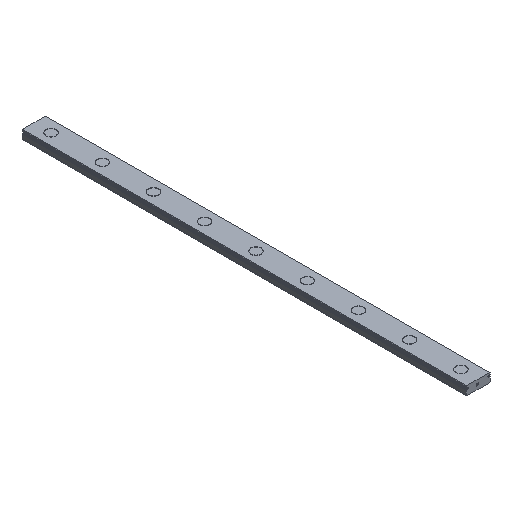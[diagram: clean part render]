
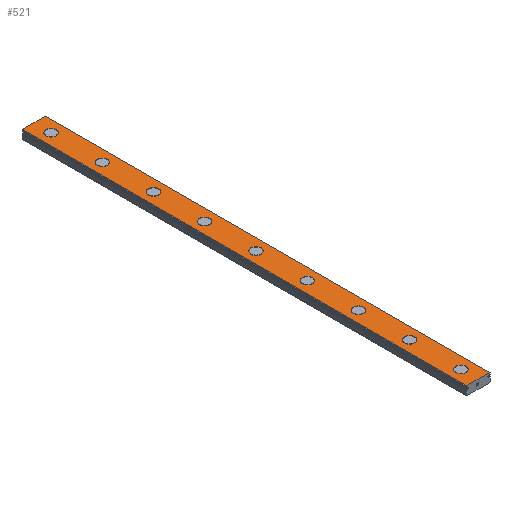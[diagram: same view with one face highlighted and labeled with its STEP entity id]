
A CAD part, isometric view. The second image highlights one B-rep face of the part: STEP entity #521.
In plain terms, the highlighted planar face has unit normal (0, 0, 1).
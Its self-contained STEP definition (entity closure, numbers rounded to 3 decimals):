
#521=ADVANCED_FACE('',(#1064,#1065,#1066,#1067,#1068,#1069,#1070,#1071,#1072,#1073),#1074,.T.);
#1064=FACE_BOUND('',#1631,.T.);
#1065=FACE_BOUND('',#1632,.T.);
#1066=FACE_BOUND('',#1633,.T.);
#1067=FACE_BOUND('',#1634,.T.);
#1068=FACE_BOUND('',#1635,.T.);
#1069=FACE_BOUND('',#1636,.T.);
#1070=FACE_BOUND('',#1637,.T.);
#1071=FACE_BOUND('',#1638,.T.);
#1072=FACE_BOUND('',#1639,.T.);
#1073=FACE_OUTER_BOUND('',#1640,.T.);
#1074=PLANE('',#1641);
#1631=EDGE_LOOP('',(#3097,#3098));
#1632=EDGE_LOOP('',(#3099,#3100));
#1633=EDGE_LOOP('',(#3101,#3102));
#1634=EDGE_LOOP('',(#3103,#3104));
#1635=EDGE_LOOP('',(#3105,#3106));
#1636=EDGE_LOOP('',(#3107,#3108));
#1637=EDGE_LOOP('',(#3109,#3110));
#1638=EDGE_LOOP('',(#3111,#3112));
#1639=EDGE_LOOP('',(#3113,#3114));
#1640=EDGE_LOOP('',(#3115,#3116,#3117,#3118));
#1641=AXIS2_PLACEMENT_3D('',#3119,#3120,#3121);
#3097=ORIENTED_EDGE('',*,*,#3358,.T.);
#3098=ORIENTED_EDGE('',*,*,#3759,.T.);
#3099=ORIENTED_EDGE('',*,*,#3348,.T.);
#3100=ORIENTED_EDGE('',*,*,#3765,.T.);
#3101=ORIENTED_EDGE('',*,*,#3338,.T.);
#3102=ORIENTED_EDGE('',*,*,#3771,.T.);
#3103=ORIENTED_EDGE('',*,*,#3328,.T.);
#3104=ORIENTED_EDGE('',*,*,#3777,.T.);
#3105=ORIENTED_EDGE('',*,*,#3318,.T.);
#3106=ORIENTED_EDGE('',*,*,#3783,.T.);
#3107=ORIENTED_EDGE('',*,*,#3308,.T.);
#3108=ORIENTED_EDGE('',*,*,#3789,.T.);
#3109=ORIENTED_EDGE('',*,*,#3298,.T.);
#3110=ORIENTED_EDGE('',*,*,#3795,.T.);
#3111=ORIENTED_EDGE('',*,*,#3288,.T.);
#3112=ORIENTED_EDGE('',*,*,#3801,.T.);
#3113=ORIENTED_EDGE('',*,*,#3278,.T.);
#3114=ORIENTED_EDGE('',*,*,#3807,.T.);
#3115=ORIENTED_EDGE('',*,*,#3746,.T.);
#3116=ORIENTED_EDGE('',*,*,#3837,.F.);
#3117=ORIENTED_EDGE('',*,*,#3628,.F.);
#3118=ORIENTED_EDGE('',*,*,#3835,.T.);
#3119=CARTESIAN_POINT('',(0.0,260.0,5.2));
#3120=DIRECTION('',(0.0,0.0,1.0));
#3121=DIRECTION('',(-1.0,0.0,-0.0));
#3278=EDGE_CURVE('',#3898,#3895,#3899,.T.);
#3288=EDGE_CURVE('',#3916,#3913,#3917,.T.);
#3298=EDGE_CURVE('',#3934,#3931,#3935,.T.);
#3308=EDGE_CURVE('',#3952,#3949,#3953,.T.);
#3318=EDGE_CURVE('',#3970,#3967,#3971,.T.);
#3328=EDGE_CURVE('',#3988,#3985,#3989,.T.);
#3338=EDGE_CURVE('',#4006,#4003,#4007,.T.);
#3348=EDGE_CURVE('',#4024,#4021,#4025,.T.);
#3358=EDGE_CURVE('',#4042,#4039,#4043,.T.);
#3628=EDGE_CURVE('',#4437,#4439,#4440,.T.);
#3746=EDGE_CURVE('',#4628,#4626,#4629,.T.);
#3759=EDGE_CURVE('',#4039,#4042,#4651,.T.);
#3765=EDGE_CURVE('',#4021,#4024,#4657,.T.);
#3771=EDGE_CURVE('',#4003,#4006,#4663,.T.);
#3777=EDGE_CURVE('',#3985,#3988,#4669,.T.);
#3783=EDGE_CURVE('',#3967,#3970,#4675,.T.);
#3789=EDGE_CURVE('',#3949,#3952,#4681,.T.);
#3795=EDGE_CURVE('',#3931,#3934,#4687,.T.);
#3801=EDGE_CURVE('',#3913,#3916,#4693,.T.);
#3807=EDGE_CURVE('',#3895,#3898,#4699,.T.);
#3835=EDGE_CURVE('',#4437,#4628,#4727,.T.);
#3837=EDGE_CURVE('',#4439,#4626,#4729,.T.);
#3895=VERTEX_POINT('',#4793);
#3898=VERTEX_POINT('',#4797);
#3899=CIRCLE('',#4798,3.0);
#3913=VERTEX_POINT('',#4815);
#3916=VERTEX_POINT('',#4819);
#3917=CIRCLE('',#4820,3.0);
#3931=VERTEX_POINT('',#4837);
#3934=VERTEX_POINT('',#4841);
#3935=CIRCLE('',#4842,3.0);
#3949=VERTEX_POINT('',#4859);
#3952=VERTEX_POINT('',#4863);
#3953=CIRCLE('',#4864,3.0);
#3967=VERTEX_POINT('',#4881);
#3970=VERTEX_POINT('',#4885);
#3971=CIRCLE('',#4886,3.0);
#3985=VERTEX_POINT('',#4903);
#3988=VERTEX_POINT('',#4907);
#3989=CIRCLE('',#4908,3.0);
#4003=VERTEX_POINT('',#4925);
#4006=VERTEX_POINT('',#4929);
#4007=CIRCLE('',#4930,3.0);
#4021=VERTEX_POINT('',#4947);
#4024=VERTEX_POINT('',#4951);
#4025=CIRCLE('',#4952,3.0);
#4039=VERTEX_POINT('',#4969);
#4042=VERTEX_POINT('',#4973);
#4043=CIRCLE('',#4974,3.0);
#4437=VERTEX_POINT('',#5506);
#4439=VERTEX_POINT('',#5509);
#4440=LINE('',#5510,#5511);
#4626=VERTEX_POINT('',#5775);
#4628=VERTEX_POINT('',#5778);
#4629=LINE('',#5779,#5780);
#4651=CIRCLE('',#5806,3.0);
#4657=CIRCLE('',#5812,3.0);
#4663=CIRCLE('',#5818,3.0);
#4669=CIRCLE('',#5824,3.0);
#4675=CIRCLE('',#5830,3.0);
#4681=CIRCLE('',#5836,3.0);
#4687=CIRCLE('',#5842,3.0);
#4693=CIRCLE('',#5848,3.0);
#4699=CIRCLE('',#5854,3.0);
#4727=LINE('',#5893,#5894);
#4729=LINE('',#5896,#5897);
#4793=CARTESIAN_POINT('',(3.0,10.0,5.2));
#4797=CARTESIAN_POINT('',(-3.0,10.0,5.2));
#4798=AXIS2_PLACEMENT_3D('',#5965,#5966,#5967);
#4815=CARTESIAN_POINT('',(3.0,40.0,5.2));
#4819=CARTESIAN_POINT('',(-3.0,40.0,5.2));
#4820=AXIS2_PLACEMENT_3D('',#5981,#5982,#5983);
#4837=CARTESIAN_POINT('',(3.0,70.0,5.2));
#4841=CARTESIAN_POINT('',(-3.0,70.0,5.2));
#4842=AXIS2_PLACEMENT_3D('',#5997,#5998,#5999);
#4859=CARTESIAN_POINT('',(3.0,100.0,5.2));
#4863=CARTESIAN_POINT('',(-3.0,100.0,5.2));
#4864=AXIS2_PLACEMENT_3D('',#6013,#6014,#6015);
#4881=CARTESIAN_POINT('',(3.0,130.0,5.2));
#4885=CARTESIAN_POINT('',(-3.0,130.0,5.2));
#4886=AXIS2_PLACEMENT_3D('',#6029,#6030,#6031);
#4903=CARTESIAN_POINT('',(3.0,160.0,5.2));
#4907=CARTESIAN_POINT('',(-3.0,160.0,5.2));
#4908=AXIS2_PLACEMENT_3D('',#6045,#6046,#6047);
#4925=CARTESIAN_POINT('',(3.0,190.0,5.2));
#4929=CARTESIAN_POINT('',(-3.0,190.0,5.2));
#4930=AXIS2_PLACEMENT_3D('',#6061,#6062,#6063);
#4947=CARTESIAN_POINT('',(3.0,220.0,5.2));
#4951=CARTESIAN_POINT('',(-3.0,220.0,5.2));
#4952=AXIS2_PLACEMENT_3D('',#6077,#6078,#6079);
#4969=CARTESIAN_POINT('',(3.0,250.0,5.2));
#4973=CARTESIAN_POINT('',(-3.0,250.0,5.2));
#4974=AXIS2_PLACEMENT_3D('',#6093,#6094,#6095);
#5506=CARTESIAN_POINT('',(-6.7,260.0,5.2));
#5509=CARTESIAN_POINT('',(6.7,260.0,5.2));
#5510=CARTESIAN_POINT('',(-6.7,260.0,5.2));
#5511=VECTOR('',#6394,1.0);
#5775=CARTESIAN_POINT('',(6.7,0.0,5.2));
#5778=CARTESIAN_POINT('',(-6.7,0.0,5.2));
#5779=CARTESIAN_POINT('',(-6.7,0.0,5.2));
#5780=VECTOR('',#6516,1.0);
#5806=AXIS2_PLACEMENT_3D('',#6542,#6543,#6544);
#5812=AXIS2_PLACEMENT_3D('',#6551,#6552,#6553);
#5818=AXIS2_PLACEMENT_3D('',#6560,#6561,#6562);
#5824=AXIS2_PLACEMENT_3D('',#6569,#6570,#6571);
#5830=AXIS2_PLACEMENT_3D('',#6578,#6579,#6580);
#5836=AXIS2_PLACEMENT_3D('',#6587,#6588,#6589);
#5842=AXIS2_PLACEMENT_3D('',#6596,#6597,#6598);
#5848=AXIS2_PLACEMENT_3D('',#6605,#6606,#6607);
#5854=AXIS2_PLACEMENT_3D('',#6614,#6615,#6616);
#5893=CARTESIAN_POINT('',(-6.7,260.0,5.2));
#5894=VECTOR('',#6634,1.0);
#5896=CARTESIAN_POINT('',(6.7,260.0,5.2));
#5897=VECTOR('',#6635,1.0);
#5965=CARTESIAN_POINT('',(0.0,10.0,5.2));
#5966=DIRECTION('',(0.0,0.0,-1.0));
#5967=DIRECTION('',(1.0,0.0,0.0));
#5981=CARTESIAN_POINT('',(0.0,40.0,5.2));
#5982=DIRECTION('',(0.0,0.0,-1.0));
#5983=DIRECTION('',(1.0,0.0,0.0));
#5997=CARTESIAN_POINT('',(0.0,70.0,5.2));
#5998=DIRECTION('',(0.0,0.0,-1.0));
#5999=DIRECTION('',(1.0,0.0,0.0));
#6013=CARTESIAN_POINT('',(0.0,100.0,5.2));
#6014=DIRECTION('',(0.0,0.0,-1.0));
#6015=DIRECTION('',(1.0,0.0,0.0));
#6029=CARTESIAN_POINT('',(0.0,130.0,5.2));
#6030=DIRECTION('',(0.0,0.0,-1.0));
#6031=DIRECTION('',(1.0,0.0,0.0));
#6045=CARTESIAN_POINT('',(0.0,160.0,5.2));
#6046=DIRECTION('',(0.0,0.0,-1.0));
#6047=DIRECTION('',(1.0,0.0,0.0));
#6061=CARTESIAN_POINT('',(0.0,190.0,5.2));
#6062=DIRECTION('',(0.0,0.0,-1.0));
#6063=DIRECTION('',(1.0,0.0,0.0));
#6077=CARTESIAN_POINT('',(0.0,220.0,5.2));
#6078=DIRECTION('',(0.0,0.0,-1.0));
#6079=DIRECTION('',(1.0,0.0,0.0));
#6093=CARTESIAN_POINT('',(0.0,250.0,5.2));
#6094=DIRECTION('',(0.0,0.0,-1.0));
#6095=DIRECTION('',(1.0,0.0,0.0));
#6394=DIRECTION('',(1.0,0.0,0.0));
#6516=DIRECTION('',(1.0,0.0,0.0));
#6542=CARTESIAN_POINT('',(0.0,250.0,5.2));
#6543=DIRECTION('',(0.0,0.0,-1.0));
#6544=DIRECTION('',(1.0,0.0,0.0));
#6551=CARTESIAN_POINT('',(0.0,220.0,5.2));
#6552=DIRECTION('',(0.0,0.0,-1.0));
#6553=DIRECTION('',(1.0,0.0,0.0));
#6560=CARTESIAN_POINT('',(0.0,190.0,5.2));
#6561=DIRECTION('',(0.0,0.0,-1.0));
#6562=DIRECTION('',(1.0,0.0,0.0));
#6569=CARTESIAN_POINT('',(0.0,160.0,5.2));
#6570=DIRECTION('',(0.0,0.0,-1.0));
#6571=DIRECTION('',(1.0,0.0,0.0));
#6578=CARTESIAN_POINT('',(0.0,130.0,5.2));
#6579=DIRECTION('',(0.0,0.0,-1.0));
#6580=DIRECTION('',(1.0,0.0,0.0));
#6587=CARTESIAN_POINT('',(0.0,100.0,5.2));
#6588=DIRECTION('',(0.0,0.0,-1.0));
#6589=DIRECTION('',(1.0,0.0,0.0));
#6596=CARTESIAN_POINT('',(0.0,70.0,5.2));
#6597=DIRECTION('',(0.0,0.0,-1.0));
#6598=DIRECTION('',(1.0,0.0,0.0));
#6605=CARTESIAN_POINT('',(0.0,40.0,5.2));
#6606=DIRECTION('',(0.0,0.0,-1.0));
#6607=DIRECTION('',(1.0,0.0,0.0));
#6614=CARTESIAN_POINT('',(0.0,10.0,5.2));
#6615=DIRECTION('',(0.0,0.0,-1.0));
#6616=DIRECTION('',(1.0,0.0,0.0));
#6634=DIRECTION('',(0.0,-1.0,0.0));
#6635=DIRECTION('',(0.0,-1.0,0.0));
